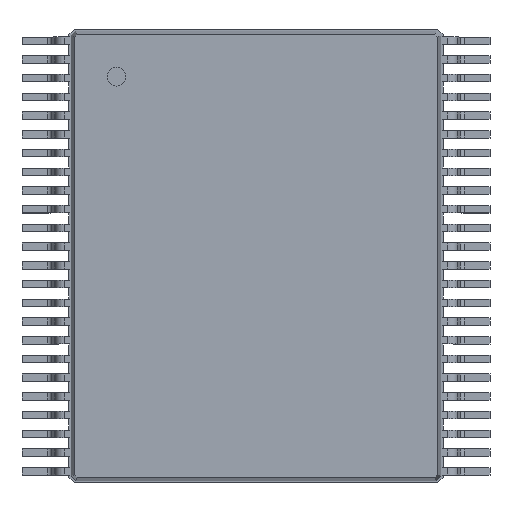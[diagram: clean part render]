
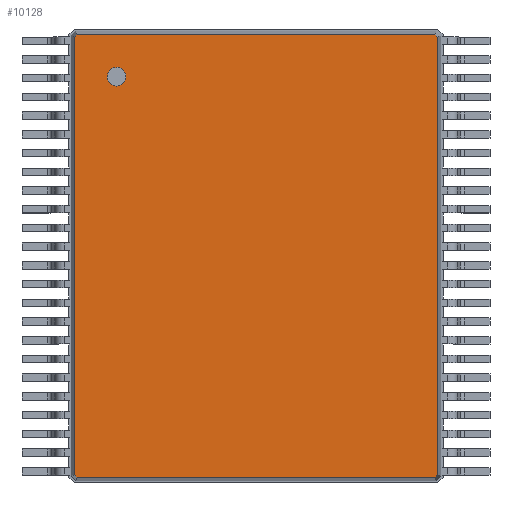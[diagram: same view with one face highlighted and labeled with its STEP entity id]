
A CAD part, top view. The second image highlights one B-rep face of the part: STEP entity #10128.
In plain terms, the highlighted planar face has unit normal (0, 0, 1).
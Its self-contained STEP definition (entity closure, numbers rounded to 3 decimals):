
#13=DIRECTION('',(0.,0.,1.));
#27=VECTOR('',#28,1.);
#28=DIRECTION('',(1.,0.,0.));
#51=VECTOR('',#52,1.);
#52=DIRECTION('',(0.707,-0.707,0.));
#58=VECTOR('',#59,1.);
#59=DIRECTION('',(0.,-1.,0.));
#65=VECTOR('',#66,1.);
#66=DIRECTION('',(-0.707,-0.707,0.));
#72=VECTOR('',#73,1.);
#73=DIRECTION('',(-1.,0.,0.));
#79=VECTOR('',#80,1.);
#80=DIRECTION('',(-0.707,0.707,0.));
#86=VECTOR('',#87,1.);
#87=DIRECTION('',(0.,1.,0.));
#91=VECTOR('',#92,1.);
#92=DIRECTION('',(0.707,0.707,0.));
#2833=VERTEX_POINT('',#2834);
#2834=CARTESIAN_POINT('',(-3.879,4.669,1.2));
#2836=ORIENTED_EDGE('',*,*,#2837,.F.);
#2837=EDGE_CURVE('',#2838,#2833,#2840,.T.);
#2838=VERTEX_POINT('',#2839);
#2839=CARTESIAN_POINT('',(-3.879,-4.669,1.2));
#2840=LINE('',#2839,#86);
#2851=VERTEX_POINT('',#2852);
#2852=CARTESIAN_POINT('',(-3.819,4.729,1.2));
#2854=ORIENTED_EDGE('',*,*,#2855,.F.);
#2855=EDGE_CURVE('',#2833,#2851,#2856,.T.);
#2856=LINE('',#2834,#91);
#2865=VERTEX_POINT('',#2866);
#2866=CARTESIAN_POINT('',(3.819,4.729,1.2));
#2868=ORIENTED_EDGE('',*,*,#2869,.F.);
#2869=EDGE_CURVE('',#2851,#2865,#2870,.T.);
#2870=LINE('',#2852,#27);
#2879=VERTEX_POINT('',#2880);
#2880=CARTESIAN_POINT('',(3.879,4.669,1.2));
#2882=ORIENTED_EDGE('',*,*,#2883,.F.);
#2883=EDGE_CURVE('',#2865,#2879,#2884,.T.);
#2884=LINE('',#2866,#51);
#3085=VERTEX_POINT('',#3086);
#3086=CARTESIAN_POINT('',(3.879,-4.669,1.2));
#3088=ORIENTED_EDGE('',*,*,#3089,.F.);
#3089=EDGE_CURVE('',#2879,#3085,#3090,.T.);
#3090=LINE('',#2880,#58);
#10128=ADVANCED_FACE('',(#10129,#10144),#10154,.T.);
#10129=FACE_BOUND('',#10130,.T.);
#10130=EDGE_LOOP('',(#2868,#2854,#2836,#10131,#10136,#10141,#3088,#2882));
#10131=ORIENTED_EDGE('',*,*,#10132,.F.);
#10132=EDGE_CURVE('',#10133,#2838,#10135,.T.);
#10133=VERTEX_POINT('',#10134);
#10134=CARTESIAN_POINT('',(-3.819,-4.729,1.2));
#10135=LINE('',#10134,#79);
#10136=ORIENTED_EDGE('',*,*,#10137,.F.);
#10137=EDGE_CURVE('',#10138,#10133,#10140,.T.);
#10138=VERTEX_POINT('',#10139);
#10139=CARTESIAN_POINT('',(3.819,-4.729,1.2));
#10140=LINE('',#10139,#72);
#10141=ORIENTED_EDGE('',*,*,#10142,.F.);
#10142=EDGE_CURVE('',#3085,#10138,#10143,.T.);
#10143=LINE('',#3086,#65);
#10144=FACE_BOUND('',#10145,.T.);
#10145=EDGE_LOOP('',(#10146));
#10146=ORIENTED_EDGE('',*,*,#10147,.T.);
#10147=EDGE_CURVE('',#10148,#10148,#10150,.T.);
#10148=VERTEX_POINT('',#10149);
#10149=CARTESIAN_POINT('',(-2.979,3.629,1.2));
#10150=CIRCLE('',#10151,0.2);
#10151=AXIS2_PLACEMENT_3D('',#10152,#10153,#59);
#10152=CARTESIAN_POINT('',(-2.979,3.829,1.2));
#10153=DIRECTION('',(0.,-0.,-1.));
#10154=PLANE('',#10155);
#10155=AXIS2_PLACEMENT_3D('',#2852,#13,#10156);
#10156=DIRECTION('',(0.628,-0.778,0.));
